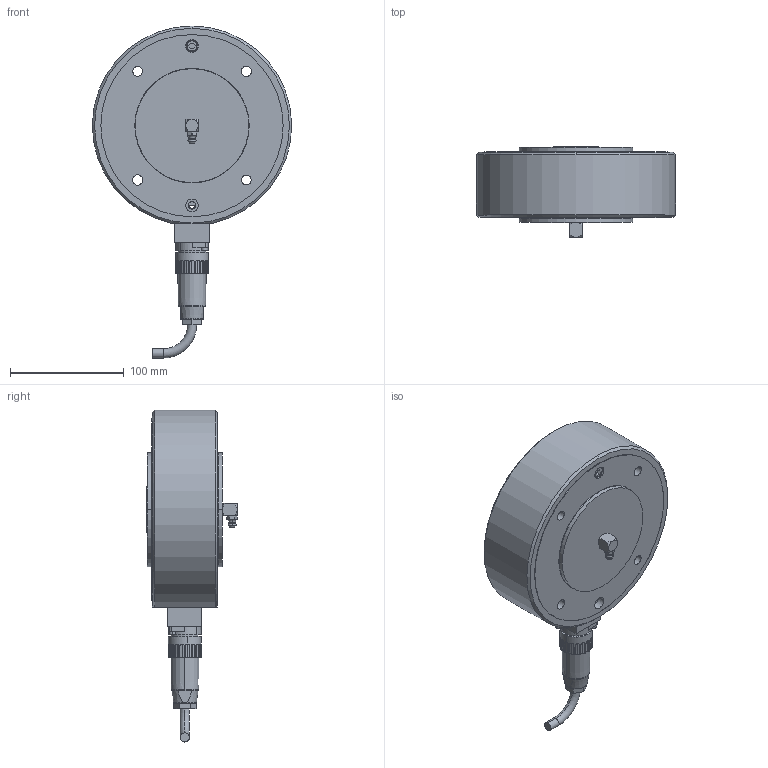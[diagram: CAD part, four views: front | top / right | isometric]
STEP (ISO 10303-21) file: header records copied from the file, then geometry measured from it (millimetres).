
FILE_DESCRIPTION (( 'STEP AP203' ), '1' );
FILE_NAME ('31102003_stp_-.step', '2019-12-25T16:28:45', ( '' ), ( '' ), 'SwSTEP 2.0', 'SolidWorks 2018', '' );
FILE_SCHEMA (( 'CONFIG_CONTROL_DESIGN' ));
Length unit declared in the file: millimetre
Products named in the file (17): 47663_01; 51030-04_stp_01; PRL_22205_01; 47664_01; Schmiernippel_M10x1_90Grad; 49960_01; 49024_01; 31101677_V-032A; Si-Ring DIN472_D52x2; 51030-05_stp_01; Kabeldose_Kunstst_7pol_01; 43404.01_01; 49027_01; Flanschstecker_Kunstst_7Pol_01; Zyl-Schr DIN912_M3x25; Zyl-Schr DIN912_M6x50; 31102003_stp_-
Assembly tree (18 placements, depth 3):
  31102003_stp_-
    51030-05_stp_01
      51030-04_stp_01
      49027_01
      Flanschstecker_Kunstst_7Pol_01
      Kabeldose_Kunstst_7pol_01
      Si-Ring DIN472_D52x2
      Zyl-Schr DIN912_M3x25  x2
    43404.01_01  x2
    49024_01
    47663_01
    47664_01
    PRL_22205_01
    Zyl-Schr DIN912_M6x50
    31101677_V-032A
    49960_01
    Schmiernippel_M10x1_90Grad
Bounding box: 174.96 x 79.4 x 291.5 mm (x, y, z)
Volume: 1335308.9 mm3; surface area: 282004.2 mm2
Topology: 51 solids, 51 shells, 862 faces, 1961 edges, 1224 vertices
Faces by surface type: cylinder 343, plane 229, torus 226, cone 62, sphere 2
Entity records: 26433 total; most frequent: CARTESIAN_POINT 5317, DIRECTION 4528, ORIENTED_EDGE 3698, AXIS2_PLACEMENT_3D 1970, EDGE_CURVE 1849, VERTEX_POINT 1157, CIRCLE 1125, EDGE_LOOP 946
